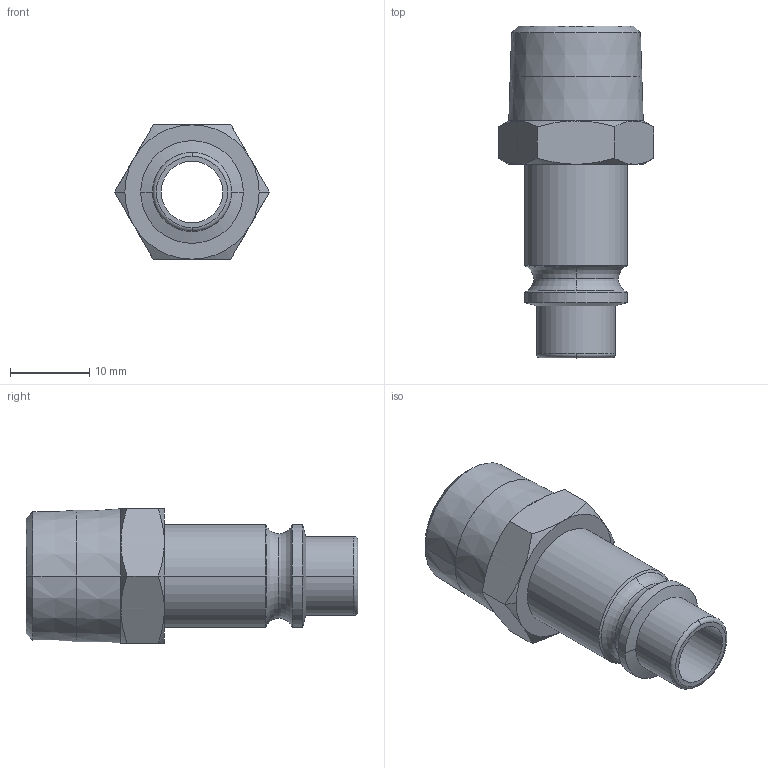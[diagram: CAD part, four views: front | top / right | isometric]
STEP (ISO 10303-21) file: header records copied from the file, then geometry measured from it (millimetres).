
FILE_DESCRIPTION(('STEP AP214'),'1');
FILE_NAME('esac_38_nas.stp','2020-03-05T09:33:19',('TraceParts'),('TraceParts S.A.'),'Spatial InterOp 3D',' ',' ');
FILE_SCHEMA(('automotive_design'));
Length unit declared in the file: millimetre
Products named in the file (1): 1
Bounding box: 19.63 x 42 x 17.01 mm (x, y, z)
Volume: 4723.5 mm3; surface area: 3336.3 mm2
Topology: 1 solids, 1 shells, 55 faces, 137 edges, 87 vertices
Faces by surface type: cone 28, plane 11, cylinder 10, torus 6
Entity records: 2142 total; most frequent: CARTESIAN_POINT 376, DIRECTION 296, ORIENTED_EDGE 274, EDGE_CURVE 137, AXIS2_PLACEMENT_3D 127, VERTEX_POINT 87, CIRCLE 71, EDGE_LOOP 60
